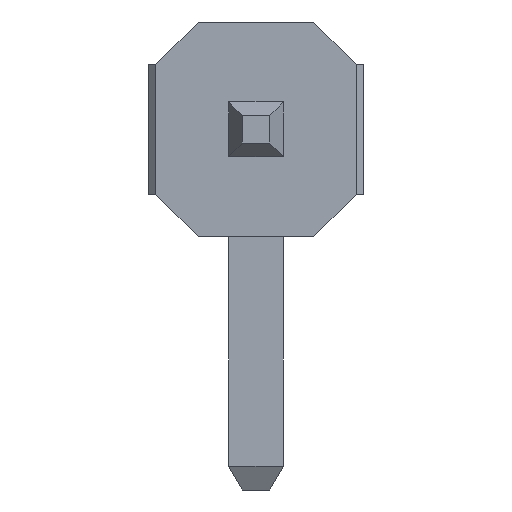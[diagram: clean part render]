
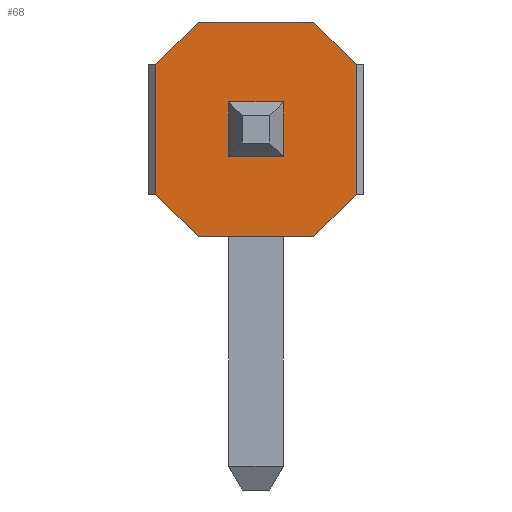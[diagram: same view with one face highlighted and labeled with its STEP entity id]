
A CAD part, front view. The second image highlights one B-rep face of the part: STEP entity #68.
In plain terms, the highlighted planar face has unit normal (0, -1, 0).
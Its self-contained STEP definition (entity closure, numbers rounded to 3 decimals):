
#68=ADVANCED_FACE('',(#428),#430,.F.);
#428=FACE_BOUND('',#429,.T.);
#429=EDGE_LOOP('',(#708,#709,#710,#711,#712,#713,#714,#715));
#430=PLANE('',#431);
#431=AXIS2_PLACEMENT_3D('',#432,#433,#434);
#432=CARTESIAN_POINT('',(0.,-4.025,0.));
#433=DIRECTION('',(-0.,1.,0.));
#434=DIRECTION('',(1.,0.,0.));
#708=ORIENTED_EDGE('',*,*,#884,.T.);
#709=ORIENTED_EDGE('',*,*,#885,.F.);
#710=ORIENTED_EDGE('',*,*,#886,.F.);
#711=ORIENTED_EDGE('',*,*,#887,.F.);
#712=ORIENTED_EDGE('',*,*,#888,.T.);
#713=ORIENTED_EDGE('',*,*,#889,.F.);
#714=ORIENTED_EDGE('',*,*,#890,.F.);
#715=ORIENTED_EDGE('',*,*,#891,.F.);
#884=EDGE_CURVE('',#972,#973,#974,.T.);
#885=EDGE_CURVE('',#975,#973,#976,.T.);
#886=EDGE_CURVE('',#977,#975,#978,.T.);
#887=EDGE_CURVE('',#979,#977,#980,.T.);
#888=EDGE_CURVE('',#979,#981,#982,.T.);
#889=EDGE_CURVE('',#983,#981,#984,.T.);
#890=EDGE_CURVE('',#985,#983,#986,.T.);
#891=EDGE_CURVE('',#972,#985,#987,.T.);
#972=VERTEX_POINT('',#1112);
#973=VERTEX_POINT('',#1113);
#974=LINE('',#1114,#1115);
#975=VERTEX_POINT('',#1117);
#976=LINE('',#1118,#1119);
#977=VERTEX_POINT('',#1121);
#978=LINE('',#1122,#1123);
#979=VERTEX_POINT('',#1125);
#980=LINE('',#1126,#1127);
#981=VERTEX_POINT('',#1129);
#982=LINE('',#1130,#1131);
#983=VERTEX_POINT('',#1133);
#984=LINE('',#1134,#1135);
#985=VERTEX_POINT('',#1137);
#986=LINE('',#1138,#1139);
#987=LINE('',#1141,#1142);
#1112=CARTESIAN_POINT('',(-1.185,-4.025,2.04));
#1113=CARTESIAN_POINT('',(-1.185,-4.025,0.5));
#1114=CARTESIAN_POINT('',(-1.185,-4.025,2.04));
#1115=VECTOR('',#1116,1.);
#1116=DIRECTION('',(0.,0.,-1.));
#1117=CARTESIAN_POINT('',(-0.685,-4.025,0.));
#1118=CARTESIAN_POINT('',(-0.685,-4.025,0.));
#1119=VECTOR('',#1120,1.);
#1120=DIRECTION('',(-0.707,0.,0.707));
#1121=CARTESIAN_POINT('',(0.685,-4.025,0.));
#1122=CARTESIAN_POINT('',(0.685,-4.025,0.));
#1123=VECTOR('',#1124,1.);
#1124=DIRECTION('',(-1.,0.,0.));
#1125=CARTESIAN_POINT('',(1.185,-4.025,0.5));
#1126=CARTESIAN_POINT('',(1.185,-4.025,0.5));
#1127=VECTOR('',#1128,1.);
#1128=DIRECTION('',(-0.707,0.,-0.707));
#1129=CARTESIAN_POINT('',(1.185,-4.025,2.04));
#1130=CARTESIAN_POINT('',(1.185,-4.025,0.5));
#1131=VECTOR('',#1132,1.);
#1132=DIRECTION('',(0.,0.,1.));
#1133=CARTESIAN_POINT('',(0.685,-4.025,2.54));
#1134=CARTESIAN_POINT('',(0.685,-4.025,2.54));
#1135=VECTOR('',#1136,1.);
#1136=DIRECTION('',(0.707,0.,-0.707));
#1137=CARTESIAN_POINT('',(-0.685,-4.025,2.54));
#1138=CARTESIAN_POINT('',(-0.685,-4.025,2.54));
#1139=VECTOR('',#1140,1.);
#1140=DIRECTION('',(1.,0.,0.));
#1141=CARTESIAN_POINT('',(-1.185,-4.025,2.04));
#1142=VECTOR('',#1143,1.);
#1143=DIRECTION('',(0.707,0.,0.707));
